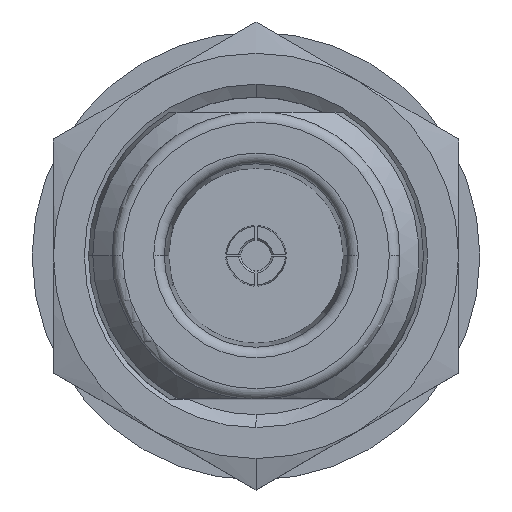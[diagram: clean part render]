
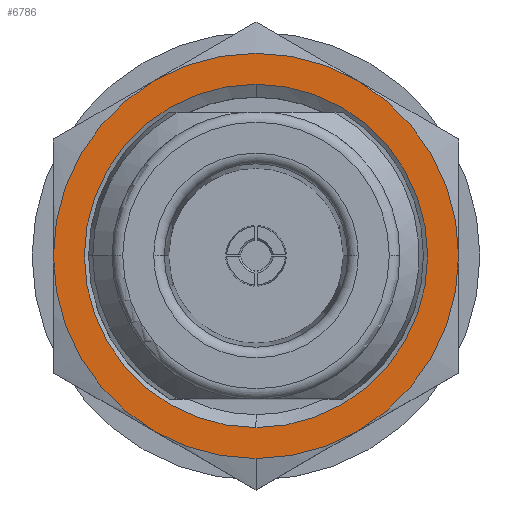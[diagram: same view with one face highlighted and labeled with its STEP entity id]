
A CAD part, top view. The second image highlights one B-rep face of the part: STEP entity #6786.
In plain terms, the highlighted planar face has unit normal (0, 0, 1).
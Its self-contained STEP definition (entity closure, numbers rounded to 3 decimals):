
#16 = EDGE_LOOP ( 'NONE', ( #1597, #2940, #7180, #155, #2947, #837, #8834 ) ) ;
#155 = ORIENTED_EDGE ( 'NONE', *, *, #8620, .T. ) ;
#423 = DIRECTION ( 'NONE',  ( 0., 0., -1. ) ) ;
#494 = VERTEX_POINT ( 'NONE', #8320 ) ;
#504 = DIRECTION ( 'NONE',  ( 1., 0., 0. ) ) ;
#510 = EDGE_LOOP ( 'NONE', ( #9463, #5325 ) ) ;
#763 = VERTEX_POINT ( 'NONE', #9541 ) ;
#777 = CARTESIAN_POINT ( 'NONE',  ( 0., 0., -12.6 ) ) ;
#837 = ORIENTED_EDGE ( 'NONE', *, *, #3755, .T. ) ;
#1098 = CIRCLE ( 'NONE', #2763, 8.05 ) ;
#1311 = CARTESIAN_POINT ( 'NONE',  ( 0., 0., -12.6 ) ) ;
#1550 = DIRECTION ( 'NONE',  ( 1., 0., 0. ) ) ;
#1597 = ORIENTED_EDGE ( 'NONE', *, *, #6464, .T. ) ;
#1620 = CARTESIAN_POINT ( 'NONE',  ( 0., 0., -12.6 ) ) ;
#1787 = AXIS2_PLACEMENT_3D ( 'NONE', #6798, #2113, #7605 ) ;
#1957 = DIRECTION ( 'NONE',  ( 0., 0., -1. ) ) ;
#2111 = DIRECTION ( 'NONE',  ( 1., 0., 0. ) ) ;
#2113 = DIRECTION ( 'NONE',  ( 0., 0., 1. ) ) ;
#2415 = DIRECTION ( 'NONE',  ( 1., 0., 0. ) ) ;
#2458 = EDGE_CURVE ( 'NONE', #10103, #494, #1098, .T. ) ;
#2763 = AXIS2_PLACEMENT_3D ( 'NONE', #3412, #3375, #3333 ) ;
#2940 = ORIENTED_EDGE ( 'NONE', *, *, #9700, .T. ) ;
#2947 = ORIENTED_EDGE ( 'NONE', *, *, #3481, .F. ) ;
#3023 = CIRCLE ( 'NONE', #3602, 9.5 ) ;
#3297 = AXIS2_PLACEMENT_3D ( 'NONE', #1311, #6796, #2111 ) ;
#3333 = DIRECTION ( 'NONE',  ( 0., -1., 0. ) ) ;
#3362 = CARTESIAN_POINT ( 'NONE',  ( 9.5, 0., -12.6 ) ) ;
#3375 = DIRECTION ( 'NONE',  ( 0., 0., -1. ) ) ;
#3412 = CARTESIAN_POINT ( 'NONE',  ( 0., 0., -12.6 ) ) ;
#3481 = EDGE_CURVE ( 'NONE', #5955, #763, #7937, .T. ) ;
#3545 = DIRECTION ( 'NONE',  ( 0., 0., 1. ) ) ;
#3550 = EDGE_CURVE ( 'NONE', #4795, #7136, #3023, .T. ) ;
#3602 = AXIS2_PLACEMENT_3D ( 'NONE', #1620, #7114, #2415 ) ;
#3689 = AXIS2_PLACEMENT_3D ( 'NONE', #777, #6263, #1550 ) ;
#3755 = EDGE_CURVE ( 'NONE', #5955, #4039, #8685, .T. ) ;
#4039 = VERTEX_POINT ( 'NONE', #4630 ) ;
#4218 = CARTESIAN_POINT ( 'NONE',  ( 4.75, 8.227, -12.6 ) ) ;
#4302 = AXIS2_PLACEMENT_3D ( 'NONE', #9871, #5197, #504 ) ;
#4356 = CIRCLE ( 'NONE', #3689, 9.5 ) ;
#4630 = CARTESIAN_POINT ( 'NONE',  ( 0., -9.5, -12.6 ) ) ;
#4674 = DIRECTION ( 'NONE',  ( 0., 0., -1. ) ) ;
#4795 = VERTEX_POINT ( 'NONE', #4218 ) ;
#4999 = CARTESIAN_POINT ( 'NONE',  ( 0., -8.05, -12.6 ) ) ;
#5112 = CARTESIAN_POINT ( 'NONE',  ( 0., 0., -12.6 ) ) ;
#5197 = DIRECTION ( 'NONE',  ( 0., 0., 1. ) ) ;
#5210 = CIRCLE ( 'NONE', #3297, 9.5 ) ;
#5269 = CARTESIAN_POINT ( 'NONE',  ( -4.75, -8.227, -12.6 ) ) ;
#5325 = ORIENTED_EDGE ( 'NONE', *, *, #2458, .T. ) ;
#5450 = CIRCLE ( 'NONE', #4302, 9.5 ) ;
#5912 = DIRECTION ( 'NONE',  ( 0., -1., 0. ) ) ;
#5955 = VERTEX_POINT ( 'NONE', #5269 ) ;
#5956 = VERTEX_POINT ( 'NONE', #6838 ) ;
#6061 = FACE_OUTER_BOUND ( 'NONE', #16, .T. ) ;
#6085 = EDGE_CURVE ( 'NONE', #4039, #5956, #4356, .T. ) ;
#6263 = DIRECTION ( 'NONE',  ( 0., 0., 1. ) ) ;
#6464 = EDGE_CURVE ( 'NONE', #5956, #7592, #5210, .T. ) ;
#6643 = CARTESIAN_POINT ( 'NONE',  ( -9.5, 16.454, -12.6 ) ) ;
#6745 = AXIS2_PLACEMENT_3D ( 'NONE', #5112, #423, #5912 ) ;
#6786 = ADVANCED_FACE ( 'NONE', ( #7876, #6061 ), #7412, .F. ) ;
#6796 = DIRECTION ( 'NONE',  ( 0., 0., 1. ) ) ;
#6798 = CARTESIAN_POINT ( 'NONE',  ( 0., 0., -12.6 ) ) ;
#6811 = EDGE_CURVE ( 'NONE', #494, #10103, #9206, .T. ) ;
#6838 = CARTESIAN_POINT ( 'NONE',  ( 4.75, -8.227, -12.6 ) ) ;
#7114 = DIRECTION ( 'NONE',  ( 0., 0., 1. ) ) ;
#7136 = VERTEX_POINT ( 'NONE', #7371 ) ;
#7180 = ORIENTED_EDGE ( 'NONE', *, *, #3550, .T. ) ;
#7269 = AXIS2_PLACEMENT_3D ( 'NONE', #6643, #1957, #7451 ) ;
#7363 = CIRCLE ( 'NONE', #1787, 9.5 ) ;
#7371 = CARTESIAN_POINT ( 'NONE',  ( -4.75, 8.227, -12.6 ) ) ;
#7412 = PLANE ( 'NONE',  #7269 ) ;
#7451 = DIRECTION ( 'NONE',  ( 1., 0., 0. ) ) ;
#7592 = VERTEX_POINT ( 'NONE', #3362 ) ;
#7605 = DIRECTION ( 'NONE',  ( 1., 0., 0. ) ) ;
#7876 = FACE_BOUND ( 'NONE', #510, .T. ) ;
#7937 = CIRCLE ( 'NONE', #10104, 9.5 ) ;
#8254 = CARTESIAN_POINT ( 'NONE',  ( 0., 0., -12.6 ) ) ;
#8320 = CARTESIAN_POINT ( 'NONE',  ( 0., 8.05, -12.6 ) ) ;
#8620 = EDGE_CURVE ( 'NONE', #7136, #763, #5450, .T. ) ;
#8685 = CIRCLE ( 'NONE', #9706, 9.5 ) ;
#8834 = ORIENTED_EDGE ( 'NONE', *, *, #6085, .T. ) ;
#9031 = DIRECTION ( 'NONE',  ( 1., 0., 0. ) ) ;
#9206 = CIRCLE ( 'NONE', #6745, 8.05 ) ;
#9354 = CARTESIAN_POINT ( 'NONE',  ( 0., 0., -12.6 ) ) ;
#9463 = ORIENTED_EDGE ( 'NONE', *, *, #6811, .T. ) ;
#9541 = CARTESIAN_POINT ( 'NONE',  ( -9.5, 0., -12.6 ) ) ;
#9700 = EDGE_CURVE ( 'NONE', #7592, #4795, #7363, .T. ) ;
#9706 = AXIS2_PLACEMENT_3D ( 'NONE', #8254, #3545, #9031 ) ;
#9871 = CARTESIAN_POINT ( 'NONE',  ( 0., 0., -12.6 ) ) ;
#10103 = VERTEX_POINT ( 'NONE', #4999 ) ;
#10104 = AXIS2_PLACEMENT_3D ( 'NONE', #9354, #4674, #10147 ) ;
#10147 = DIRECTION ( 'NONE',  ( 0., -1., 0. ) ) ;
